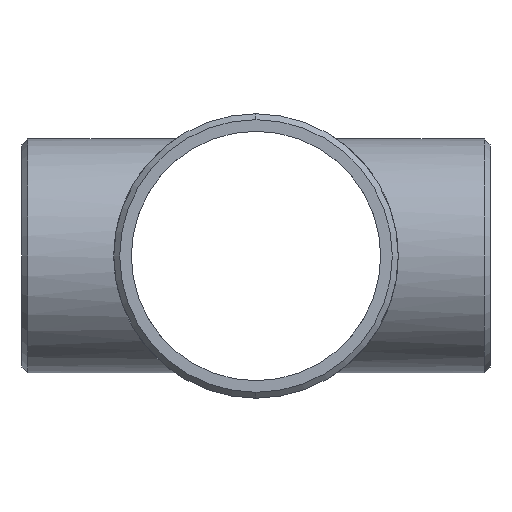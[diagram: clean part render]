
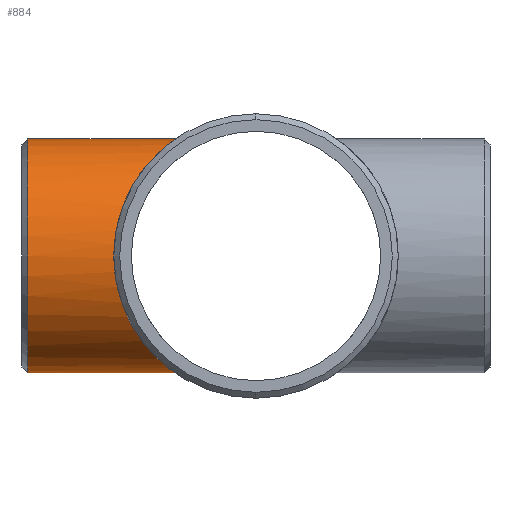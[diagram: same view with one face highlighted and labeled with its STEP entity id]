
A CAD part, left-side view. The second image highlights one B-rep face of the part: STEP entity #884.
In plain terms, the highlighted cylindrical face has radius 36.576 mm (diameter 73.152 mm), a partial arc.
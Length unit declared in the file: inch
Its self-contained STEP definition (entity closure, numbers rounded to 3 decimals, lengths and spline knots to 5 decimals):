
#1 = CARTESIAN_POINT ( 'NONE',  ( -1.06914, 1.45999, -0.96572 ) ) ;
#8 = CARTESIAN_POINT ( 'NONE',  ( -0.52176, 1.12241, -1.34293 ) ) ;
#14 = CARTESIAN_POINT ( 'NONE',  ( -1.15589, 1.52469, -0.86002 ) ) ;
#20 = CARTESIAN_POINT ( 'NONE',  ( -0.31976, 1.04433, 1.40426 ) ) ;
#28 = VERTEX_POINT ( 'NONE', #905 ) ;
#67 = EDGE_CURVE ( 'NONE', #743, #892, #463, .T. ) ;
#69 = VECTOR ( 'NONE', #129, 39.37008 ) ;
#91 = VECTOR ( 'NONE', #553, 39.37008 ) ;
#99 = CARTESIAN_POINT ( 'NONE',  ( 0., 0.99443, -1.44 ) ) ;
#104 = CARTESIAN_POINT ( 'NONE',  ( -1.41898, 1.73275, 0.2464 ) ) ;
#111 = CARTESIAN_POINT ( 'NONE',  ( -0.52315, 1.12306, 1.34238 ) ) ;
#118 = CARTESIAN_POINT ( 'NONE',  ( -0.76408, 1.25375, -1.22137 ) ) ;
#123 = CARTESIAN_POINT ( 'NONE',  ( -1.42672, 1.73909, 0.19674 ) ) ;
#128 = CARTESIAN_POINT ( 'NONE',  ( -0.38906, 1.06761, -1.38665 ) ) ;
#129 = DIRECTION ( 'NONE',  ( 0., -1., 0. ) ) ;
#131 = ORIENTED_EDGE ( 'NONE', *, *, #304, .T. ) ;
#162 = CARTESIAN_POINT ( 'NONE',  ( 0., 0.99443, 1.44 ) ) ;
#167 = DIRECTION ( 'NONE',  ( 0., 0., 1. ) ) ;
#175 = AXIS2_PLACEMENT_3D ( 'NONE', #678, #1087, #167 ) ;
#176 = CARTESIAN_POINT ( 'NONE',  ( -0.10174, 0.99443, -1.44 ) ) ;
#199 = CARTESIAN_POINT ( 'NONE',  ( -0.05018, 0.99538, 1.43935 ) ) ;
#201 = CARTESIAN_POINT ( 'NONE',  ( -1.33771, 1.66684, -0.53359 ) ) ;
#208 = CARTESIAN_POINT ( 'NONE',  ( -1.07122, 1.46152, 0.96341 ) ) ;
#214 = CARTESIAN_POINT ( 'NONE',  ( -1.41801, 1.73195, -0.25192 ) ) ;
#221 = CARTESIAN_POINT ( 'NONE',  ( -0.34291, 1.05167, -1.39878 ) ) ;
#226 = CARTESIAN_POINT ( 'NONE',  ( -0.9429, 1.36965, -1.09201 ) ) ;
#258 = CARTESIAN_POINT ( 'NONE',  ( 0., 2.808, -1.44 ) ) ;
#266 = ORIENTED_EDGE ( 'NONE', *, *, #428, .F. ) ;
#302 = CARTESIAN_POINT ( 'NONE',  ( -0.47861, 1.10286, -1.35894 ) ) ;
#304 = EDGE_CURVE ( 'NONE', #975, #743, #740, .T. ) ;
#309 = CARTESIAN_POINT ( 'NONE',  ( -1.12807, 1.50368, -0.89618 ) ) ;
#314 = CARTESIAN_POINT ( 'NONE',  ( -1.35491, 1.68067, -0.48827 ) ) ;
#322 = CARTESIAN_POINT ( 'NONE',  ( -0.38954, 1.06779, 1.38652 ) ) ;
#329 = CARTESIAN_POINT ( 'NONE',  ( -1.2803, 1.62096, -0.66609 ) ) ;
#336 = LINE ( 'NONE', #1047, #69 ) ;
#343 = DIRECTION ( 'NONE',  ( 0., -1., 0. ) ) ;
#401 = CARTESIAN_POINT ( 'NONE',  ( -1.42589, 1.73841, -0.20261 ) ) ;
#408 = CARTESIAN_POINT ( 'NONE',  ( -1.43991, 1.74993, -0.05242 ) ) ;
#419 = CARTESIAN_POINT ( 'NONE',  ( -0.60569, 1.1638, -1.30722 ) ) ;
#426 = CARTESIAN_POINT ( 'NONE',  ( -1.2805, 1.62123, 0.6604 ) ) ;
#428 = EDGE_CURVE ( 'NONE', #28, #892, #336, .T. ) ;
#452 = CARTESIAN_POINT ( 'NONE',  ( 0., 2.88, 0. ) ) ;
#463 = B_SPLINE_CURVE_WITH_KNOTS ( 'NONE', 3,
 ( #686, #176, #585, #993, #221, #128, #628, #302, #8, #419, #821, #920, #118, #832, #226, #609, #1, #309, #14, #810, #329, #1127, #201, #314, #1019, #1134, #731, #944, #214, #401, #1141, #711, #408, #621, #1241, #723, #123, #104, #632, #736, #717, #531, #426, #1039, #1033, #1221, #525, #1121, #816, #208, #933, #827, #510, #616, #927, #1027, #1235, #111, #518, #1229, #322, #939, #20, #1146, #1046, #1320, #1018, #199, #1005, #1025 ),
 .UNSPECIFIED., .F., .F.,
 ( 4, 2, 2, 2, 2, 2, 2, 2, 2, 2, 2, 2, 2, 2, 2, 2, 2, 2, 2, 2, 2, 2, 2, 2, 2, 2, 2, 2, 2, 2, 2, 2, 2, 2, 4 ),
 ( 0., 0.00762, 0.00953, 0.01144, 0.01525, 0.01906, 0.02287, 0.03049, 0.03431, 0.03812, 0.04574, 0.04765, 0.04955, 0.05337, 0.05527, 0.05718, 0.06099, 0.0648, 0.06671, 0.06861, 0.07624, 0.08005, 0.08386, 0.08577, 0.08767, 0.09148, 0.09911, 0.10292, 0.10673, 0.11054, 0.11245, 0.11436, 0.11817, 0.12007, 0.12198 ),
 .UNSPECIFIED. ) ;
#510 = CARTESIAN_POINT ( 'NONE',  ( -0.87626, 1.32415, 1.14621 ) ) ;
#518 = CARTESIAN_POINT ( 'NONE',  ( -0.47991, 1.10341, 1.35849 ) ) ;
#525 = CARTESIAN_POINT ( 'NONE',  ( -1.15747, 1.52596, 0.85696 ) ) ;
#531 = CARTESIAN_POINT ( 'NONE',  ( -1.30164, 1.63799, 0.61779 ) ) ;
#553 = DIRECTION ( 'NONE',  ( 0., -1., 0. ) ) ;
#561 = EDGE_CURVE ( 'NONE', #28, #975, #1178, .T. ) ;
#585 = CARTESIAN_POINT ( 'NONE',  ( -0.19997, 1.0102, -1.42938 ) ) ;
#609 = CARTESIAN_POINT ( 'NONE',  ( -1.03846, 1.43764, -0.99859 ) ) ;
#616 = CARTESIAN_POINT ( 'NONE',  ( -0.76466, 1.2541, 1.22103 ) ) ;
#621 = CARTESIAN_POINT ( 'NONE',  ( -1.44008, 1.75007, 0.04743 ) ) ;
#628 = CARTESIAN_POINT ( 'NONE',  ( -0.41172, 1.0761, -1.38008 ) ) ;
#632 = CARTESIAN_POINT ( 'NONE',  ( -1.41448, 1.72906, 0.27103 ) ) ;
#651 = EDGE_LOOP ( 'NONE', ( #266, #961, #131, #996 ) ) ;
#678 = CARTESIAN_POINT ( 'NONE',  ( 0., 2.808, 0. ) ) ;
#686 = CARTESIAN_POINT ( 'NONE',  ( 0., 0.99443, -1.44 ) ) ;
#711 = CARTESIAN_POINT ( 'NONE',  ( -1.43724, 1.74772, -0.10244 ) ) ;
#717 = CARTESIAN_POINT ( 'NONE',  ( -1.35927, 1.68403, 0.48508 ) ) ;
#723 = CARTESIAN_POINT ( 'NONE',  ( -1.42992, 1.74172, 0.17189 ) ) ;
#731 = CARTESIAN_POINT ( 'NONE',  ( -1.39801, 1.7156, -0.34871 ) ) ;
#736 = CARTESIAN_POINT ( 'NONE',  ( -1.38903, 1.70826, 0.3925 ) ) ;
#740 = LINE ( 'NONE', #844, #91 ) ;
#743 = VERTEX_POINT ( 'NONE', #99 ) ;
#751 = DIRECTION ( 'NONE',  ( 0., 0., -1. ) ) ;
#810 = CARTESIAN_POINT ( 'NONE',  ( -1.23442, 1.58479, -0.74713 ) ) ;
#816 = CARTESIAN_POINT ( 'NONE',  ( -1.11524, 1.49418, 0.91123 ) ) ;
#821 = CARTESIAN_POINT ( 'NONE',  ( -0.64654, 1.18568, -1.28749 ) ) ;
#827 = CARTESIAN_POINT ( 'NONE',  ( -0.94497, 1.37108, 1.09024 ) ) ;
#832 = CARTESIAN_POINT ( 'NONE',  ( -0.87453, 1.32303, -1.14745 ) ) ;
#844 = CARTESIAN_POINT ( 'NONE',  ( 0., 2.88, -1.44 ) ) ;
#848 = FACE_OUTER_BOUND ( 'NONE', #651, .T. ) ;
#851 = AXIS2_PLACEMENT_3D ( 'NONE', #452, #343, #751 ) ;
#884 = ADVANCED_FACE ( 'NONE', ( #848 ), #1255, .T. ) ;
#892 = VERTEX_POINT ( 'NONE', #162 ) ;
#905 = CARTESIAN_POINT ( 'NONE',  ( 0., 2.808, 1.44 ) ) ;
#920 = CARTESIAN_POINT ( 'NONE',  ( -0.72593, 1.23078, -1.24445 ) ) ;
#927 = CARTESIAN_POINT ( 'NONE',  ( -0.72632, 1.23101, 1.24421 ) ) ;
#933 = CARTESIAN_POINT ( 'NONE',  ( -1.0406, 1.43919, 0.99636 ) ) ;
#939 = CARTESIAN_POINT ( 'NONE',  ( -0.34318, 1.05176, 1.39871 ) ) ;
#944 = CARTESIAN_POINT ( 'NONE',  ( -1.41346, 1.72822, -0.27631 ) ) ;
#961 = ORIENTED_EDGE ( 'NONE', *, *, #561, .T. ) ;
#975 = VERTEX_POINT ( 'NONE', #258 ) ;
#993 = CARTESIAN_POINT ( 'NONE',  ( -0.31935, 1.0442, -1.40435 ) ) ;
#996 = ORIENTED_EDGE ( 'NONE', *, *, #67, .T. ) ;
#1005 = CARTESIAN_POINT ( 'NONE',  ( -0.02505, 0.99443, 1.44 ) ) ;
#1018 = CARTESIAN_POINT ( 'NONE',  ( -0.10059, 0.99919, 1.4367 ) ) ;
#1019 = CARTESIAN_POINT ( 'NONE',  ( -1.36294, 1.68716, -0.46537 ) ) ;
#1025 = CARTESIAN_POINT ( 'NONE',  ( 0., 0.99443, 1.44 ) ) ;
#1027 = CARTESIAN_POINT ( 'NONE',  ( -0.64749, 1.18621, 1.287 ) ) ;
#1033 = CARTESIAN_POINT ( 'NONE',  ( -1.21029, 1.56634, 0.78161 ) ) ;
#1039 = CARTESIAN_POINT ( 'NONE',  ( -1.23484, 1.58541, 0.74227 ) ) ;
#1046 = CARTESIAN_POINT ( 'NONE',  ( -0.20032, 1.01322, 1.42687 ) ) ;
#1047 = CARTESIAN_POINT ( 'NONE',  ( 0., 2.88, 1.44 ) ) ;
#1087 = DIRECTION ( 'NONE',  ( 0., -1., 0. ) ) ;
#1121 = CARTESIAN_POINT ( 'NONE',  ( -1.12962, 1.50494, 0.89336 ) ) ;
#1127 = CARTESIAN_POINT ( 'NONE',  ( -1.32852, 1.65947, -0.55607 ) ) ;
#1134 = CARTESIAN_POINT ( 'NONE',  ( -1.38535, 1.70529, -0.39596 ) ) ;
#1141 = CARTESIAN_POINT ( 'NONE',  ( -1.42923, 1.74115, -0.17759 ) ) ;
#1146 = CARTESIAN_POINT ( 'NONE',  ( -0.24872, 1.02406, 1.41918 ) ) ;
#1178 = CIRCLE ( 'NONE', #175, 1.44 ) ;
#1221 = CARTESIAN_POINT ( 'NONE',  ( -1.17099, 1.53624, 0.8384 ) ) ;
#1229 = CARTESIAN_POINT ( 'NONE',  ( -0.41251, 1.0764, 1.37985 ) ) ;
#1235 = CARTESIAN_POINT ( 'NONE',  ( -0.60695, 1.16446, 1.30663 ) ) ;
#1241 = CARTESIAN_POINT ( 'NONE',  ( -1.43758, 1.74801, 0.09727 ) ) ;
#1255 = CYLINDRICAL_SURFACE ( 'NONE', #851, 1.44 ) ;
#1320 = CARTESIAN_POINT ( 'NONE',  ( -0.12586, 1.00207, 1.43471 ) ) ;
